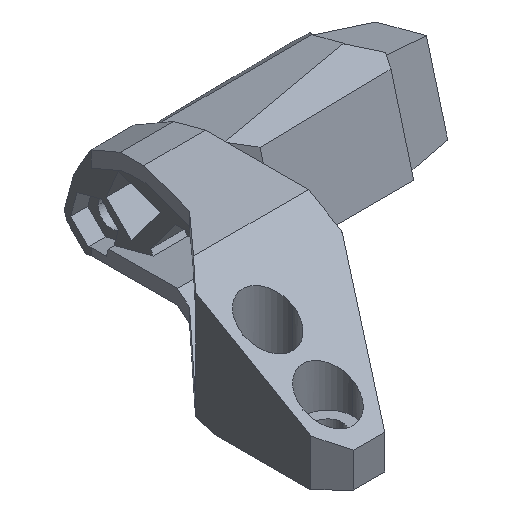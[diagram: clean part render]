
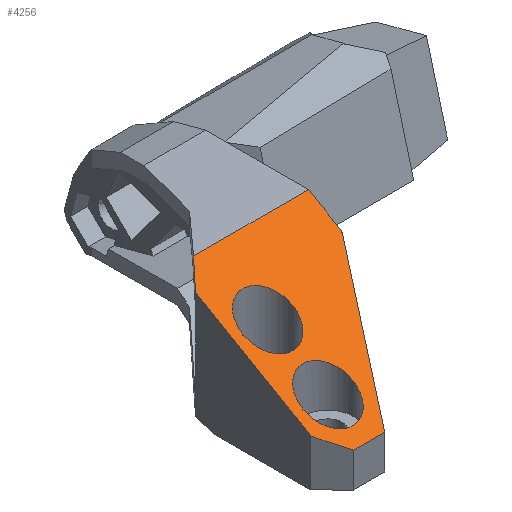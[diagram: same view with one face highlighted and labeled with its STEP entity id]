
A CAD part, isometric view. The second image highlights one B-rep face of the part: STEP entity #4256.
In plain terms, the highlighted planar face has unit normal (0, -0.501, 0.865).
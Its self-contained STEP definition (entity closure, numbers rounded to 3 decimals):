
#76 = EDGE_CURVE ( 'NONE', #2244, #4029, #3197, .T. ) ;
#222 = DIRECTION ( 'NONE',  ( -1., 0., 0. ) ) ;
#384 = CARTESIAN_POINT ( 'NONE',  ( 2.9, 5.8, 9.964 ) ) ;
#665 = FACE_BOUND ( 'NONE', #1192, .T. ) ;
#750 = VECTOR ( 'NONE', #4532, 1000. ) ;
#780 = CARTESIAN_POINT ( 'NONE',  ( -4., -2., 5.448 ) ) ;
#799 = ORIENTED_EDGE ( 'NONE', *, *, #4565, .F. ) ;
#801 = CARTESIAN_POINT ( 'NONE',  ( 2.9, -5.8, 3.247 ) ) ;
#863 = CARTESIAN_POINT ( 'NONE',  ( -9.863, 4.898, 9.442 ) ) ;
#907 = EDGE_CURVE ( 'NONE', #2635, #2847, #3424, .T. ) ;
#922 = CARTESIAN_POINT ( 'NONE',  ( 2.127, -4.5, 4. ) ) ;
#932 = EDGE_LOOP ( 'NONE', ( #1328, #3377, #2724, #2693, #5253, #4153, #1382 ) ) ;
#1032 = EDGE_LOOP ( 'NONE', ( #799, #2597 ) ) ;
#1160 = PLANE ( 'NONE',  #2836 ) ;
#1192 = EDGE_LOOP ( 'NONE', ( #2466, #2383 ) ) ;
#1194 = VECTOR ( 'NONE', #1508, 1000. ) ;
#1210 = CARTESIAN_POINT ( 'NONE',  ( -2.9, 5.8, 9.964 ) ) ;
#1226 = CARTESIAN_POINT ( 'NONE',  ( -9.5, 13.805, 14.6 ) ) ;
#1294 = DIRECTION ( 'NONE',  ( -0.615, -0.682, -0.395 ) ) ;
#1328 = ORIENTED_EDGE ( 'NONE', *, *, #4814, .F. ) ;
#1382 = ORIENTED_EDGE ( 'NONE', *, *, #907, .F. ) ;
#1405 = VERTEX_POINT ( 'NONE', #5216 ) ;
#1449 = DIRECTION ( 'NONE',  ( 0., -0.501, 0.865 ) ) ;
#1504 = EDGE_CURVE ( 'NONE', #4072, #4540, #1576, .T. ) ;
#1508 = DIRECTION ( 'NONE',  ( -0.493, -0.753, -0.436 ) ) ;
#1576 = LINE ( 'NONE', #1959, #1616 ) ;
#1616 = VECTOR ( 'NONE', #3232, 1000. ) ;
#1727 = LINE ( 'NONE', #2645, #4223 ) ;
#1848 = VECTOR ( 'NONE', #1294, 1000. ) ;
#1943 = CARTESIAN_POINT ( 'NONE',  ( 2.9, 1.2, 7.301 ) ) ;
#1959 = CARTESIAN_POINT ( 'NONE',  ( -6.412, 0.412, 6.845 ) ) ;
#2148 = CARTESIAN_POINT ( 'NONE',  ( -2.9, 7., 10.659 ) ) ;
#2211 = EDGE_CURVE ( 'NONE', #4072, #4861, #2245, .T. ) ;
#2244 = VERTEX_POINT ( 'NONE', #4504 ) ;
#2245 = LINE ( 'NONE', #5149, #750 ) ;
#2383 = ORIENTED_EDGE ( 'NONE', *, *, #76, .F. ) ;
#2394 = EDGE_CURVE ( 'NONE', #3544, #5150, #3319, .T. ) ;
#2399 = CARTESIAN_POINT ( 'NONE',  ( -2.9, 0., 6.606 ) ) ;
#2466 = ORIENTED_EDGE ( 'NONE', *, *, #2749, .F. ) ;
#2515 = VECTOR ( 'NONE', #3023, 1000. ) ;
#2550 = DIRECTION ( 'NONE',  ( 1., 0., 0. ) ) ;
#2597 = ORIENTED_EDGE ( 'NONE', *, *, #4196, .F. ) ;
#2622 = DIRECTION ( 'NONE',  ( 0., 0.865, 0.501 ) ) ;
#2635 = VERTEX_POINT ( 'NONE', #3639 ) ;
#2645 = CARTESIAN_POINT ( 'NONE',  ( -4., 11.4, 13.207 ) ) ;
#2693 = ORIENTED_EDGE ( 'NONE', *, *, #1504, .F. ) ;
#2724 = ORIENTED_EDGE ( 'NONE', *, *, #4022, .F. ) ;
#2729 = CARTESIAN_POINT ( 'NONE',  ( -2.9, 12.8, 14.018 ) ) ;
#2749 = EDGE_CURVE ( 'NONE', #4029, #2244, #4628, .T. ) ;
#2783 = CARTESIAN_POINT ( 'NONE',  ( 2.9, 7., 10.659 ) ) ;
#2813 = CARTESIAN_POINT ( 'NONE',  ( -9.5, 4.653, 9.3 ) ) ;
#2836 = AXIS2_PLACEMENT_3D ( 'NONE', #2813, #1449, #222 ) ;
#2847 = VERTEX_POINT ( 'NONE', #4225 ) ;
#2864 = CARTESIAN_POINT ( 'NONE',  ( -2.9, -5.8, 3.247 ) ) ;
#2891 = CARTESIAN_POINT ( 'NONE',  ( -2.9, 7., 10.659 ) ) ;
#2942 = CARTESIAN_POINT ( 'NONE',  ( -4., 11.4, 13.207 ) ) ;
#3023 = DIRECTION ( 'NONE',  ( 0., -0.865, -0.501 ) ) ;
#3163 =( BOUNDED_CURVE ( )  B_SPLINE_CURVE ( 3, ( #2891, #4554, #1943, #3591 ),
 .UNSPECIFIED., .F., .F. ) 
 B_SPLINE_CURVE_WITH_KNOTS ( ( 4, 4 ),
 ( 4.712, 7.854 ),
 .UNSPECIFIED. ) 
 CURVE ( )  GEOMETRIC_REPRESENTATION_ITEM ( )  RATIONAL_B_SPLINE_CURVE ( ( 1., 0.333, 0.333, 1. ) ) 
 REPRESENTATION_ITEM ( '' )  );
#3197 =( BOUNDED_CURVE ( )  B_SPLINE_CURVE ( 3, ( #4142, #384, #1210, #2399 ),
 .UNSPECIFIED., .F., .F. ) 
 B_SPLINE_CURVE_WITH_KNOTS ( ( 4, 4 ),
 ( 1.571, 4.712 ),
 .UNSPECIFIED. ) 
 CURVE ( )  GEOMETRIC_REPRESENTATION_ITEM ( )  RATIONAL_B_SPLINE_CURVE ( ( 1., 0.333, 0.333, 1. ) ) 
 REPRESENTATION_ITEM ( '' )  );
#3218 = FACE_OUTER_BOUND ( 'NONE', #932, .T. ) ;
#3232 = DIRECTION ( 'NONE',  ( -0.654, 0.654, 0.379 ) ) ;
#3278 = LINE ( 'NONE', #1226, #3569 ) ;
#3319 = LINE ( 'NONE', #863, #1848 ) ;
#3377 = ORIENTED_EDGE ( 'NONE', *, *, #2394, .T. ) ;
#3424 = LINE ( 'NONE', #5093, #2515 ) ;
#3544 = VERTEX_POINT ( 'NONE', #5240 ) ;
#3569 = VECTOR ( 'NONE', #2550, 1000. ) ;
#3591 = CARTESIAN_POINT ( 'NONE',  ( 2.9, 7., 10.659 ) ) ;
#3597 = VERTEX_POINT ( 'NONE', #2148 ) ;
#3639 = CARTESIAN_POINT ( 'NONE',  ( 11.55, 13.805, 14.6 ) ) ;
#3681 =( BOUNDED_CURVE ( )  B_SPLINE_CURVE ( 3, ( #2783, #3999, #2729, #5285 ),
 .UNSPECIFIED., .F., .F. ) 
 B_SPLINE_CURVE_WITH_KNOTS ( ( 4, 4 ),
 ( 1.571, 4.712 ),
 .UNSPECIFIED. ) 
 CURVE ( )  GEOMETRIC_REPRESENTATION_ITEM ( )  RATIONAL_B_SPLINE_CURVE ( ( 1., 0.333, 0.333, 1. ) ) 
 REPRESENTATION_ITEM ( '' )  );
#3944 = FACE_BOUND ( 'NONE', #1032, .T. ) ;
#3999 = CARTESIAN_POINT ( 'NONE',  ( 2.9, 12.8, 14.018 ) ) ;
#4022 = EDGE_CURVE ( 'NONE', #4540, #5150, #1727, .T. ) ;
#4029 = VERTEX_POINT ( 'NONE', #4230 ) ;
#4072 = VERTEX_POINT ( 'NONE', #5146 ) ;
#4142 = CARTESIAN_POINT ( 'NONE',  ( 2.9, 0., 6.606 ) ) ;
#4152 = EDGE_CURVE ( 'NONE', #2847, #4861, #4768, .T. ) ;
#4153 = ORIENTED_EDGE ( 'NONE', *, *, #4152, .F. ) ;
#4196 = EDGE_CURVE ( 'NONE', #1405, #3597, #3681, .T. ) ;
#4223 = VECTOR ( 'NONE', #2622, 1000. ) ;
#4225 = CARTESIAN_POINT ( 'NONE',  ( 11.55, 9.91, 12.345 ) ) ;
#4230 = CARTESIAN_POINT ( 'NONE',  ( -2.9, 0., 6.606 ) ) ;
#4256 = ADVANCED_FACE ( 'NONE', ( #3218, #665, #3944 ), #1160, .T. ) ;
#4504 = CARTESIAN_POINT ( 'NONE',  ( 2.9, 0., 6.606 ) ) ;
#4525 = CARTESIAN_POINT ( 'NONE',  ( -2.9, 0., 6.606 ) ) ;
#4532 = DIRECTION ( 'NONE',  ( 1., 0., 0. ) ) ;
#4540 = VERTEX_POINT ( 'NONE', #780 ) ;
#4554 = CARTESIAN_POINT ( 'NONE',  ( -2.9, 1.2, 7.301 ) ) ;
#4565 = EDGE_CURVE ( 'NONE', #3597, #1405, #3163, .T. ) ;
#4628 =( BOUNDED_CURVE ( )  B_SPLINE_CURVE ( 3, ( #4525, #2864, #801, #4930 ),
 .UNSPECIFIED., .F., .F. ) 
 B_SPLINE_CURVE_WITH_KNOTS ( ( 4, 4 ),
 ( 4.712, 7.854 ),
 .UNSPECIFIED. ) 
 CURVE ( )  GEOMETRIC_REPRESENTATION_ITEM ( )  RATIONAL_B_SPLINE_CURVE ( ( 1., 0.333, 0.333, 1. ) ) 
 REPRESENTATION_ITEM ( '' )  );
#4768 = LINE ( 'NONE', #5201, #1194 ) ;
#4814 = EDGE_CURVE ( 'NONE', #3544, #2635, #3278, .T. ) ;
#4861 = VERTEX_POINT ( 'NONE', #922 ) ;
#4930 = CARTESIAN_POINT ( 'NONE',  ( 2.9, 0., 6.606 ) ) ;
#5093 = CARTESIAN_POINT ( 'NONE',  ( 11.55, -2.865, 4.947 ) ) ;
#5146 = CARTESIAN_POINT ( 'NONE',  ( -1.5, -4.5, 4. ) ) ;
#5149 = CARTESIAN_POINT ( 'NONE',  ( -9.5, -4.5, 4. ) ) ;
#5150 = VERTEX_POINT ( 'NONE', #2942 ) ;
#5201 = CARTESIAN_POINT ( 'NONE',  ( 3.84, -1.88, 5.517 ) ) ;
#5216 = CARTESIAN_POINT ( 'NONE',  ( 2.9, 7., 10.659 ) ) ;
#5240 = CARTESIAN_POINT ( 'NONE',  ( -1.831, 13.805, 14.6 ) ) ;
#5253 = ORIENTED_EDGE ( 'NONE', *, *, #2211, .T. ) ;
#5285 = CARTESIAN_POINT ( 'NONE',  ( -2.9, 7., 10.659 ) ) ;
